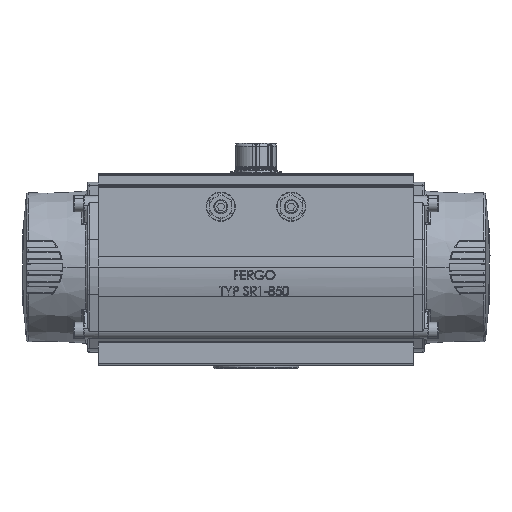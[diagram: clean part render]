
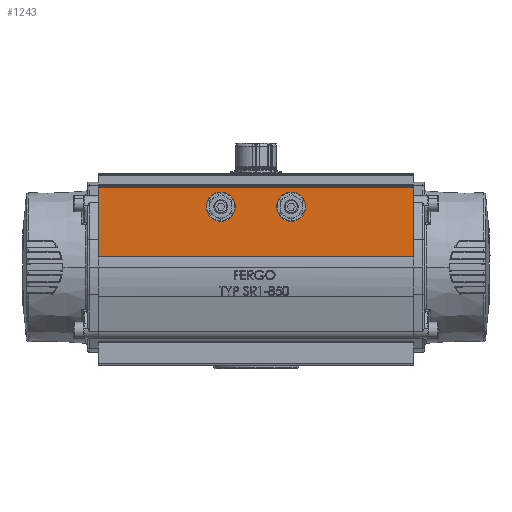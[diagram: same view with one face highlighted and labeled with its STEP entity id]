
A CAD part, top view. The second image highlights one B-rep face of the part: STEP entity #1243.
In plain terms, the highlighted planar face has unit normal (0, 0, 1).
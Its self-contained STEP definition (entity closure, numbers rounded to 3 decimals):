
#1068 = AXIS2_PLACEMENT_3D ( 'NONE', #41174, #25917, #43032 ) ;
#1243 = ADVANCED_FACE ( 'NONE', ( #171947, #68864, #27775 ), #128959, .T. ) ;
#2726 = CARTESIAN_POINT ( 'NONE',  ( 35.323, 33., 85. ) ) ;
#2740 = LINE ( 'NONE', #79098, #11547 ) ;
#5074 = LINE ( 'NONE', #18463, #81445 ) ;
#11547 = VECTOR ( 'NONE', #48578, 1000. ) ;
#11645 = ORIENTED_EDGE ( 'NONE', *, *, #186776, .T. ) ;
#15240 = CARTESIAN_POINT ( 'NONE',  ( -34.677, 47.5, 85. ) ) ;
#16854 = ORIENTED_EDGE ( 'NONE', *, *, #185263, .T. ) ;
#18463 = CARTESIAN_POINT ( 'NONE',  ( 0.323, 66.5, 85. ) ) ;
#20413 = AXIS2_PLACEMENT_3D ( 'NONE', #101145, #28566, #128823 ) ;
#21622 = AXIS2_PLACEMENT_3D ( 'NONE', #15240, #175590, #131663 ) ;
#25917 = DIRECTION ( 'NONE',  ( 0., 0., 1. ) ) ;
#27716 = EDGE_CURVE ( 'NONE', #54815, #71538, #154029, .T. ) ;
#27775 = FACE_BOUND ( 'NONE', #143773, .T. ) ;
#28151 = CARTESIAN_POINT ( 'NONE',  ( 49.823, 47.5, 85. ) ) ;
#28566 = DIRECTION ( 'NONE',  ( 0., 0., -1. ) ) ;
#29103 = ORIENTED_EDGE ( 'NONE', *, *, #160102, .T. ) ;
#29860 = VECTOR ( 'NONE', #89799, 1000. ) ;
#33584 = VERTEX_POINT ( 'NONE', #66701 ) ;
#35731 = EDGE_CURVE ( 'NONE', #104514, #123123, #162315, .T. ) ;
#38112 = CARTESIAN_POINT ( 'NONE',  ( 20.823, 47.5, 85. ) ) ;
#40625 = CARTESIAN_POINT ( 'NONE',  ( -156.677, -2.265, 85. ) ) ;
#41174 = CARTESIAN_POINT ( 'NONE',  ( 0.323, 68.5, 85. ) ) ;
#43032 = DIRECTION ( 'NONE',  ( 0., 1., 0. ) ) ;
#45218 = DIRECTION ( 'NONE',  ( -1., 0., 0. ) ) ;
#46182 = DIRECTION ( 'NONE',  ( 0., -1., 0. ) ) ;
#48578 = DIRECTION ( 'NONE',  ( 0., -1., 0. ) ) ;
#49838 = CARTESIAN_POINT ( 'NONE',  ( -34.677, 47.5, 85. ) ) ;
#54815 = VERTEX_POINT ( 'NONE', #2726 ) ;
#55485 = DIRECTION ( 'NONE',  ( 0., -1., 0. ) ) ;
#63671 = EDGE_LOOP ( 'NONE', ( #70935, #150564, #16854, #11645 ) ) ;
#66459 = ORIENTED_EDGE ( 'NONE', *, *, #185345, .T. ) ;
#66701 = CARTESIAN_POINT ( 'NONE',  ( -20.177, 47.5, 85. ) ) ;
#68079 = EDGE_CURVE ( 'NONE', #72460, #33584, #149635, .T. ) ;
#68864 = FACE_BOUND ( 'NONE', #69811, .T. ) ;
#69811 = EDGE_LOOP ( 'NONE', ( #29103, #66459, #111162 ) ) ;
#70795 = AXIS2_PLACEMENT_3D ( 'NONE', #82239, #139472, #55485 ) ;
#70935 = ORIENTED_EDGE ( 'NONE', *, *, #35731, .T. ) ;
#71538 = VERTEX_POINT ( 'NONE', #38112 ) ;
#71698 = CARTESIAN_POINT ( 'NONE',  ( 0.323, -2.265, 85. ) ) ;
#72460 = VERTEX_POINT ( 'NONE', #148181 ) ;
#79098 = CARTESIAN_POINT ( 'NONE',  ( -156.677, 51.769, 85. ) ) ;
#81445 = VECTOR ( 'NONE', #45218, 1000. ) ;
#82239 = CARTESIAN_POINT ( 'NONE',  ( 35.323, 47.5, 85. ) ) ;
#83397 = EDGE_CURVE ( 'NONE', #158430, #54815, #128704, .T. ) ;
#86885 = AXIS2_PLACEMENT_3D ( 'NONE', #176288, #117130, #103756 ) ;
#87442 = CIRCLE ( 'NONE', #20413, 14.5 ) ;
#89799 = DIRECTION ( 'NONE',  ( 1., 0., 0. ) ) ;
#90313 = AXIS2_PLACEMENT_3D ( 'NONE', #49838, #93708, #150957 ) ;
#93708 = DIRECTION ( 'NONE',  ( 0., 0., -1. ) ) ;
#97670 = EDGE_CURVE ( 'NONE', #123123, #142387, #101393, .T. ) ;
#101106 = CARTESIAN_POINT ( 'NONE',  ( 157.323, -2.265, 85. ) ) ;
#101145 = CARTESIAN_POINT ( 'NONE',  ( 35.323, 47.5, 85. ) ) ;
#101393 = LINE ( 'NONE', #117564, #127904 ) ;
#103756 = DIRECTION ( 'NONE',  ( 0., -1., 0. ) ) ;
#104514 = VERTEX_POINT ( 'NONE', #40625 ) ;
#111162 = ORIENTED_EDGE ( 'NONE', *, *, #68079, .T. ) ;
#114177 = EDGE_CURVE ( 'NONE', #71538, #158430, #87442, .T. ) ;
#114721 = CIRCLE ( 'NONE', #90313, 14.5 ) ;
#117130 = DIRECTION ( 'NONE',  ( 0., 0., -1. ) ) ;
#117564 = CARTESIAN_POINT ( 'NONE',  ( 157.323, -5.308, 85. ) ) ;
#120270 = CARTESIAN_POINT ( 'NONE',  ( -34.677, 33., 85. ) ) ;
#120589 = CARTESIAN_POINT ( 'NONE',  ( -34.677, 47.5, 85. ) ) ;
#120947 = CIRCLE ( 'NONE', #145295, 14.5 ) ;
#121325 = ORIENTED_EDGE ( 'NONE', *, *, #27716, .T. ) ;
#123123 = VERTEX_POINT ( 'NONE', #101106 ) ;
#127904 = VECTOR ( 'NONE', #145236, 1000. ) ;
#128704 = CIRCLE ( 'NONE', #70795, 14.5 ) ;
#128823 = DIRECTION ( 'NONE',  ( 0., -1., 0. ) ) ;
#128959 = PLANE ( 'NONE',  #1068 ) ;
#131663 = DIRECTION ( 'NONE',  ( 0., -1., 0. ) ) ;
#131734 = CARTESIAN_POINT ( 'NONE',  ( -156.677, 66.5, 85. ) ) ;
#139472 = DIRECTION ( 'NONE',  ( 0., 0., -1. ) ) ;
#142387 = VERTEX_POINT ( 'NONE', #175948 ) ;
#143773 = EDGE_LOOP ( 'NONE', ( #159516, #121325, #144964 ) ) ;
#144964 = ORIENTED_EDGE ( 'NONE', *, *, #114177, .T. ) ;
#145236 = DIRECTION ( 'NONE',  ( 0., 1., 0. ) ) ;
#145295 = AXIS2_PLACEMENT_3D ( 'NONE', #120589, #176934, #46182 ) ;
#148181 = CARTESIAN_POINT ( 'NONE',  ( -49.177, 47.5, 85. ) ) ;
#149635 = CIRCLE ( 'NONE', #21622, 14.5 ) ;
#150094 = VERTEX_POINT ( 'NONE', #131734 ) ;
#150278 = VERTEX_POINT ( 'NONE', #120270 ) ;
#150564 = ORIENTED_EDGE ( 'NONE', *, *, #97670, .T. ) ;
#150957 = DIRECTION ( 'NONE',  ( 0., -1., 0. ) ) ;
#154029 = CIRCLE ( 'NONE', #86885, 14.5 ) ;
#158430 = VERTEX_POINT ( 'NONE', #28151 ) ;
#159516 = ORIENTED_EDGE ( 'NONE', *, *, #83397, .T. ) ;
#160102 = EDGE_CURVE ( 'NONE', #33584, #150278, #114721, .T. ) ;
#162315 = LINE ( 'NONE', #71698, #29860 ) ;
#171947 = FACE_OUTER_BOUND ( 'NONE', #63671, .T. ) ;
#175590 = DIRECTION ( 'NONE',  ( 0., 0., -1. ) ) ;
#175948 = CARTESIAN_POINT ( 'NONE',  ( 157.323, 66.5, 85. ) ) ;
#176288 = CARTESIAN_POINT ( 'NONE',  ( 35.323, 47.5, 85. ) ) ;
#176934 = DIRECTION ( 'NONE',  ( 0., 0., -1. ) ) ;
#185263 = EDGE_CURVE ( 'NONE', #142387, #150094, #5074, .T. ) ;
#185345 = EDGE_CURVE ( 'NONE', #150278, #72460, #120947, .T. ) ;
#186776 = EDGE_CURVE ( 'NONE', #150094, #104514, #2740, .T. ) ;
